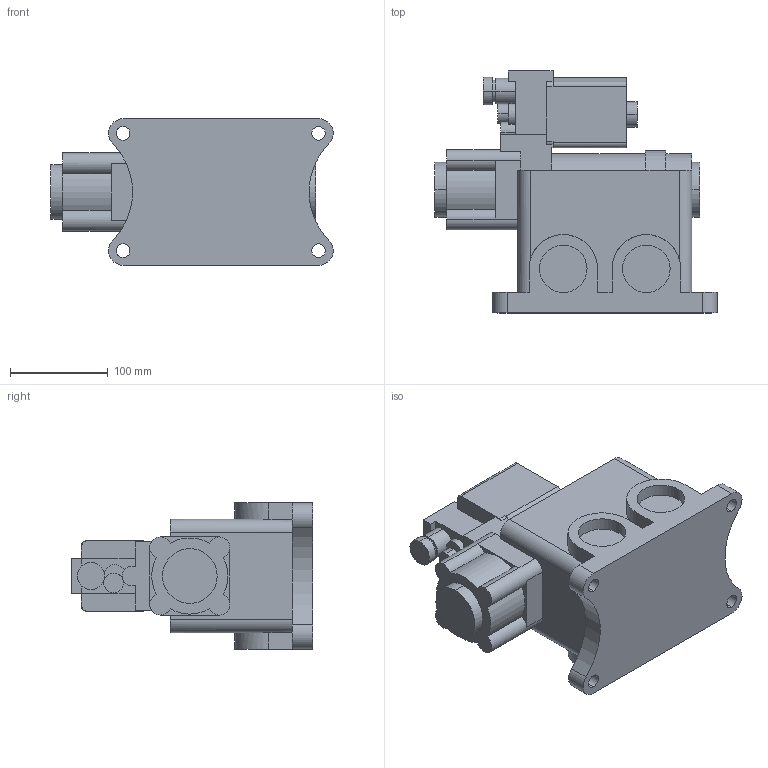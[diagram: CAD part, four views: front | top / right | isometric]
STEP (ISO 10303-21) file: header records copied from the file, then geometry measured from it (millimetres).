
FILE_DESCRIPTION (( 'STEP AP214' ), '1' );
FILE_NAME ('MVS150C-40A.STEP', '2025-09-02T07:03:35', ( '' ), ( '' ), 'SwSTEP 2.0', 'SolidWorks 2023', '' );
FILE_SCHEMA (( 'AUTOMOTIVE_DESIGN' ));
Length unit declared in the file: millimetre
Products named in the file (1): MVS150C-40A
Bounding box: 288.98 x 247.5 x 150 mm (x, y, z)
Volume: 4568082.2 mm3; surface area: 242705 mm2
Topology: 1 solids, 1 shells, 152 faces, 417 edges, 276 vertices
Faces by surface type: plane 80, cylinder 72
Entity records: 4930 total; most frequent: DIRECTION 881, CARTESIAN_POINT 870, ORIENTED_EDGE 834, EDGE_CURVE 417, AXIS2_PLACEMENT_3D 315, VERTEX_POINT 276, VECTOR 251, LINE 251
